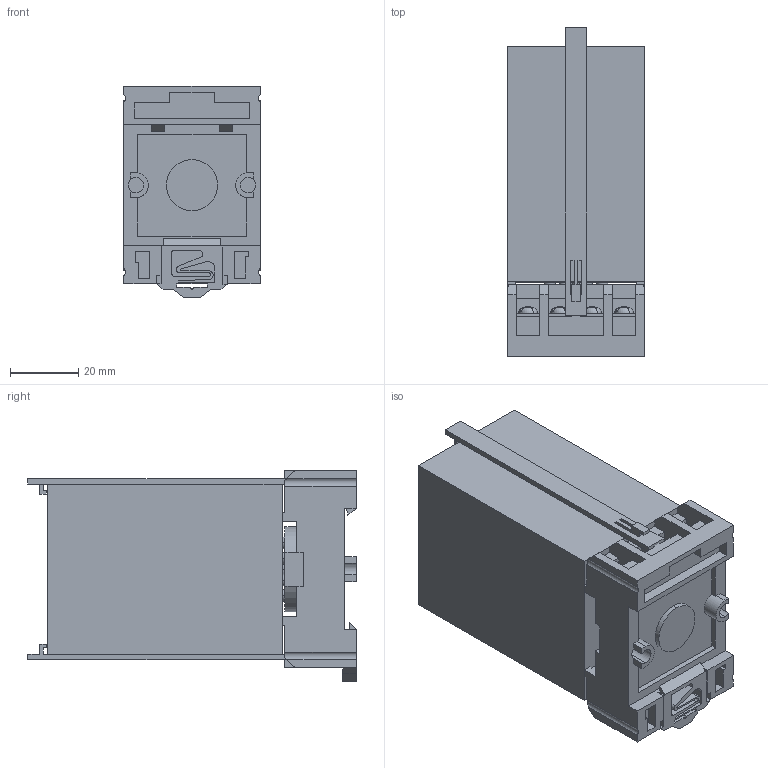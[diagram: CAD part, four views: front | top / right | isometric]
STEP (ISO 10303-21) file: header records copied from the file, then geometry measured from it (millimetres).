
FILE_DESCRIPTION (( 'STEP AP203' ), '1' );
FILE_NAME ('(夹非珇)SS2〖-〖〖(5F203〖〖000Z0).STEP', '2017-11-20T03:27:48', ( '' ), ( '' ), 'SwSTEP 2.0', 'SolidWorks 2010', '' );
FILE_SCHEMA (( 'CONFIG_CONTROL_DESIGN' ));
Length unit declared in the file: millimetre
Products named in the file (6): SS22_Default; (夹非珇)SS2〖-〖〖(5F203〖〖000Z0); 8-PIN_Default; 鉤_Default; 螺絲2_Default; 螺絲_B18.6.7M - M3 x 0.5 x 8 Type I Cross Recessed PHMS --8C
Assembly tree (20 placements, depth 2):
  (夹非珇)SS2〖-〖〖(5F203〖〖000Z0)
    螺絲_B18.6.7M - M3 x 0.5 x 8 Type I Cross Recessed PHMS --8C  x8
    螺絲2_Default  x8
    8-PIN_Default
    鉤_Default  x2
    SS22_Default
Bounding box: 40 x 96.5 x 62 mm (x, y, z)
Volume: 172955.2 mm3; surface area: 36692.9 mm2
Topology: 20 solids, 20 shells, 675 faces, 1798 edges, 1184 vertices
Faces by surface type: plane 485, cylinder 142, cone 16, torus 16, sphere 16
Entity records: 12362 total; most frequent: CARTESIAN_POINT 2111, ORIENTED_EDGE 1948, DIRECTION 1868, EDGE_CURVE 974, VECTOR 778, LINE 778, VERTEX_POINT 644, AXIS2_PLACEMENT_3D 545
